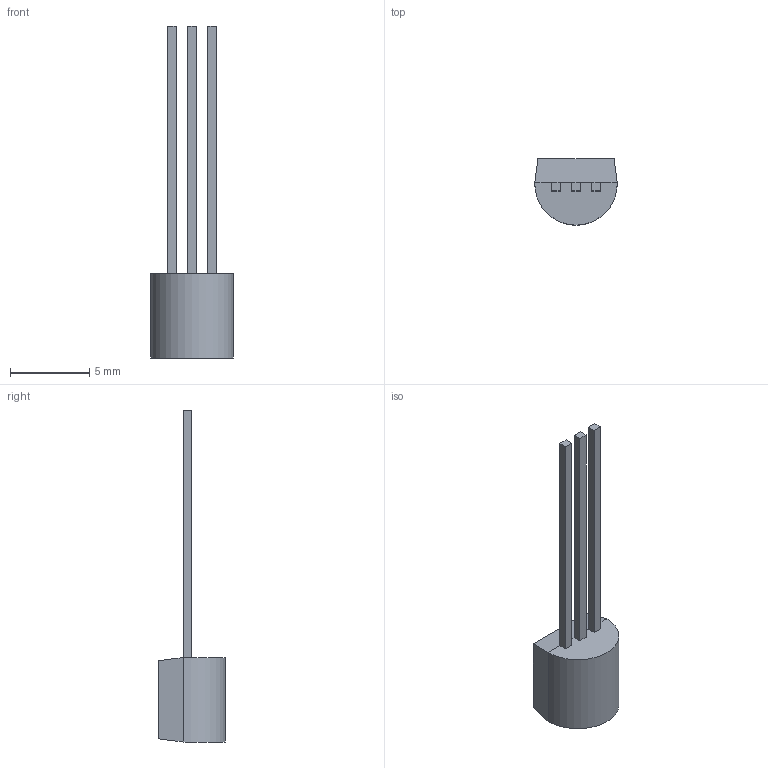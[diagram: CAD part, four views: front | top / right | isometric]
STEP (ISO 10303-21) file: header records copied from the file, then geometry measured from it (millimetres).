
FILE_DESCRIPTION (( 'STEP AP214' ), '1' );
FILE_NAME ('2N3904TA.STEP', '2021-05-05T11:47:36', ( '' ), ( '' ), 'SwSTEP 2.0', 'SolidWorks 2018', '' );
FILE_SCHEMA (( 'AUTOMOTIVE_DESIGN' ));
Length unit declared in the file: millimetre
Products named in the file (2): 2N3904TA
Bounding box: 5.2 x 4.19 x 20.95 mm (x, y, z)
Volume: 111.2 mm3; surface area: 222.2 mm2
Topology: 1 solids, 1 shells, 25 faces, 59 edges, 36 vertices
Faces by surface type: plane 22, cylinder 3
Entity records: 1023 total; most frequent: CARTESIAN_POINT 122, DIRECTION 119, ORIENTED_EDGE 118, EDGE_CURVE 59, VECTOR 53, LINE 53, VERTEX_POINT 36, AXIS2_PLACEMENT_3D 33
